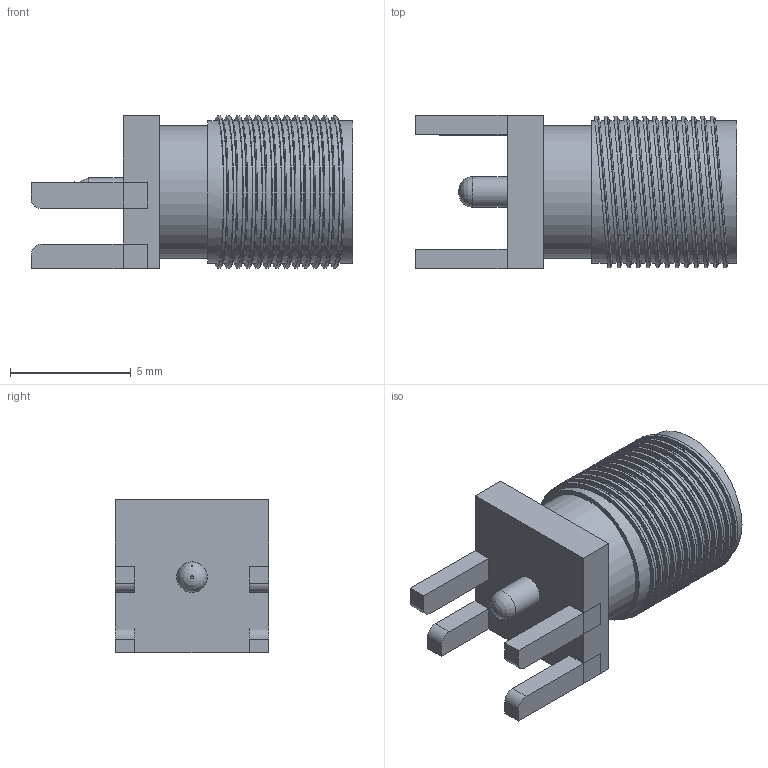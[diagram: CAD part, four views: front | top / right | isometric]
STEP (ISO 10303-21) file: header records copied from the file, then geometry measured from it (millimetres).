
FILE_DESCRIPTION(/* description */ ('model of SMA_Samtec_SMA-J-P-H-ST-EM1_EdgeMount'),/* implementation_level */ '2;1');
FILE_NAME(/* name */ 'SMA_Samtec_SMA-J-P-H-ST-EM1_EdgeMount.step',/* time_stamp */ '2019-01-01T19:51:03',/* author */ ('kicad StepUp','ksu'),/* organization */ ('FreeCAD'),/* preprocessor_version */ 'OCC',/* originating_system */ 'kicad StepUp',/* authorisation */ '');
FILE_SCHEMA(('AUTOMOTIVE_DESIGN { 1 0 10303 214 1 1 1 1 }'));
Length unit declared in the file: millimetre
Products named in the file (1): SMA_Samtec_SMA
Bounding box: 13.33 x 6.35 x 6.35 mm (x, y, z)
Volume: 224.9 mm3; surface area: 590.5 mm2
Topology: 3 solids, 3 shells, 131 faces, 244 edges, 150 vertices
Faces by surface type: plane 67, cylinder 37, cone 26, revolution 1
Full cylindrical faces by diameter (mm): 0.02 x1, 0.2 x1, 1.27 x1, 4.3 x1, 5.5 x2, 5.9 x14, 6.3 x13
Entity records: 4178 total; most frequent: DIRECTION 610, CARTESIAN_POINT 536, ORIENTED_EDGE 488, EDGE_CURVE 244, AXIS2_PLACEMENT_3D 234, FACE_BOUND 164, EDGE_LOOP 164, VERTEX_POINT 150
